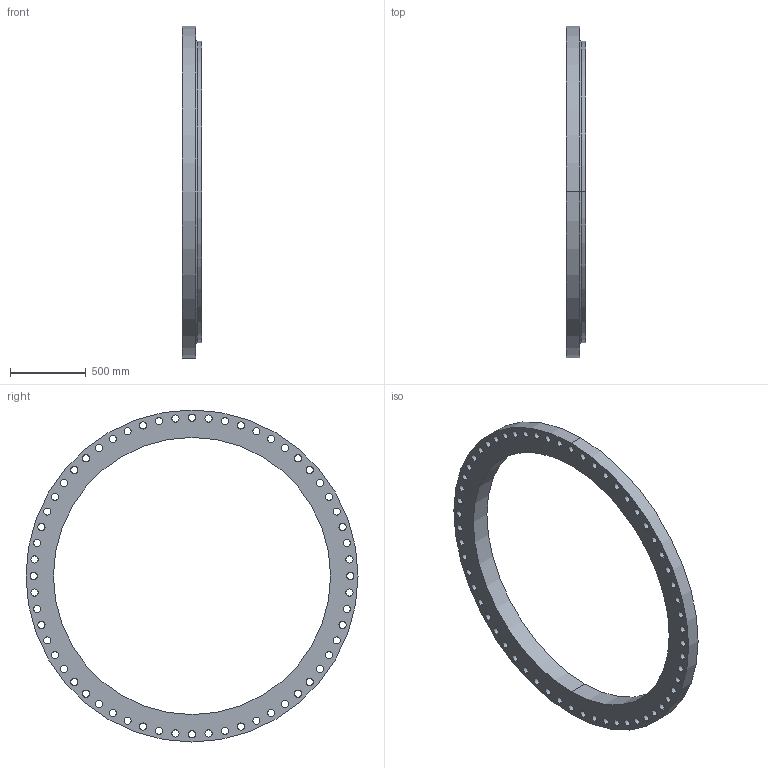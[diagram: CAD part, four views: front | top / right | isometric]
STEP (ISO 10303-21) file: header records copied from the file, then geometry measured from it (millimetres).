
FILE_DESCRIPTION (( 'STEP AP203' ), '1' );
FILE_NAME ('72_125SO_B161_FF_SOF.STEP', '2024-01-12T04:41:46', ( '' ), ( '' ), 'SwSTEP 2.0', 'SolidWorks 2023', '' );
FILE_SCHEMA (( 'CONFIG_CONTROL_DESIGN' ));
Length unit declared in the file: inch
Products named in the file (1): 72_125SO_B161_FF_SOF
Bounding box: 127 x 2197.1 x 2197.1 mm (x, y, z)
Volume: 111338005.3 mm3; surface area: 4439999.6 mm2
Topology: 1 solids, 1 shells, 131 faces, 382 edges, 254 vertices
Faces by surface type: cylinder 126, plane 3, torus 2
Entity records: 4819 total; most frequent: DIRECTION 902, CARTESIAN_POINT 768, ORIENTED_EDGE 764, AXIS2_PLACEMENT_3D 388, EDGE_CURVE 382, CIRCLE 256, EDGE_LOOP 254, VERTEX_POINT 254
